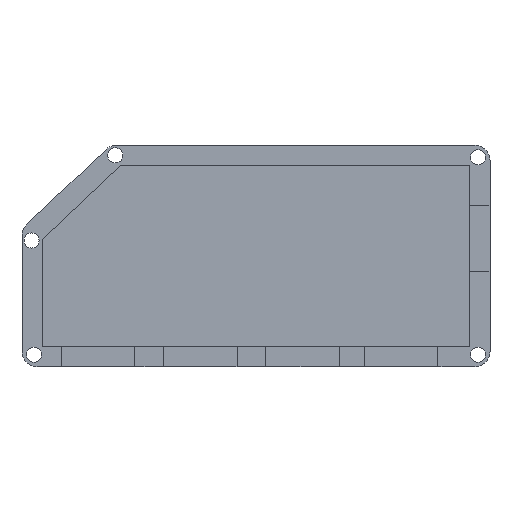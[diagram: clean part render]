
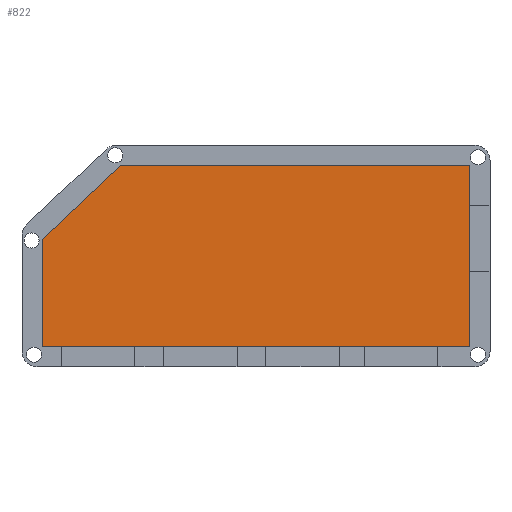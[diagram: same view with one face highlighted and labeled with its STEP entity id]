
A CAD part, front view. The second image highlights one B-rep face of the part: STEP entity #822.
In plain terms, the highlighted planar face has unit normal (0, -1, 0).
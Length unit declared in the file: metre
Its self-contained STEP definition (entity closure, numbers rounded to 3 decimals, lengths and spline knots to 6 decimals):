
#179=ORIENTED_EDGE('',*,*,#374,.T.);
#180=ORIENTED_EDGE('',*,*,#331,.T.);
#181=ORIENTED_EDGE('',*,*,#324,.T.);
#182=ORIENTED_EDGE('',*,*,#340,.F.);
#183=ORIENTED_EDGE('',*,*,#328,.F.);
#324=EDGE_CURVE('',#436,#435,#511,.T.);
#328=EDGE_CURVE('',#437,#438,#515,.T.);
#331=EDGE_CURVE('',#439,#436,#518,.T.);
#340=EDGE_CURVE('',#438,#435,#525,.T.);
#374=EDGE_CURVE('',#437,#439,#549,.T.);
#435=VERTEX_POINT('',#1248);
#436=VERTEX_POINT('',#1250);
#437=VERTEX_POINT('',#1255);
#438=VERTEX_POINT('',#1257);
#439=VERTEX_POINT('',#1261);
#511=LINE('',#1249,#606);
#515=LINE('',#1256,#610);
#518=LINE('',#1262,#613);
#525=LINE('',#1279,#620);
#549=LINE('',#1344,#644);
#606=VECTOR('',#994,1.);
#610=VECTOR('',#1000,1.);
#613=VECTOR('',#1005,1.);
#620=VECTOR('',#1020,1.);
#644=VECTOR('',#1084,1.);
#691=EDGE_LOOP('',(#179,#180,#181,#182,#183));
#748=FACE_BOUND('',#691,.T.);
#785=PLANE('',#897);
#822=ADVANCED_FACE('',(#748),#785,.T.);
#897=AXIS2_PLACEMENT_3D('',#1343,#1082,#1083);
#994=DIRECTION('',(1.,0.,0.));
#1000=DIRECTION('',(1.,0.,0.));
#1005=DIRECTION('',(0.,0.,-1.));
#1020=DIRECTION('',(0.,0.,-1.));
#1082=DIRECTION('',(0.,-1.,0.));
#1083=DIRECTION('',(1.,0.,0.));
#1084=DIRECTION('',(-0.726,0.,-0.688));
#1248=CARTESIAN_POINT('',(0.044922,-0.003,-0.0234));
#1249=CARTESIAN_POINT('',(0.002422,-0.003,-0.0234));
#1250=CARTESIAN_POINT('',(-0.040078,-0.003,-0.0234));
#1255=CARTESIAN_POINT('',(-0.024578,-0.003,0.0126));
#1256=CARTESIAN_POINT('',(0.010172,-0.003,0.0126));
#1257=CARTESIAN_POINT('',(0.044922,-0.003,0.0126));
#1261=CARTESIAN_POINT('',(-0.040078,-0.003,-0.0021));
#1262=CARTESIAN_POINT('',(-0.040078,-0.003,-0.01275));
#1279=CARTESIAN_POINT('',(0.044922,-0.003,-0.0054));
#1343=CARTESIAN_POINT('',(0.002422,-0.003,-0.0054));
#1344=CARTESIAN_POINT('',(-0.032328,-0.003,0.00525));
